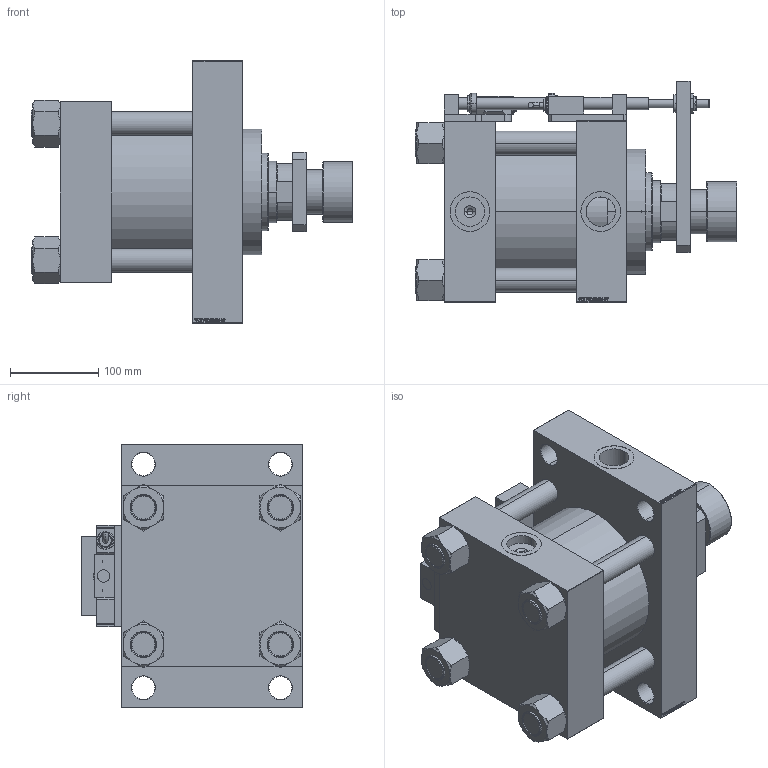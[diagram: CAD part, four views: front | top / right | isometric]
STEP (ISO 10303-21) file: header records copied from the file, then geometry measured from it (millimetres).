
FILE_DESCRIPTION (( 'STEP AP203' ), '1' );
FILE_NAME ('57e0.STEP', '2022-08-30T10:47:01', ( '' ), ( '' ), 'SwSTEP 2.0', 'SolidWorks 2019', '' );
FILE_SCHEMA (( 'CONFIG_CONTROL_DESIGN' ));
Length unit declared in the file: millimetre
Products named in the file (17): V215CD_SWITCH_Q_ZARAZKA f14cdb82d67ac32dec1c2496e8b5000a; V215CD_SWITCH_Q_SWITCH f14cdb82d67ac32dec1c2496e8b5000a; V215CD_SWITCH_Q_PODLOZKA_BACK f14cdb82d67ac32dec1c2496e8b5000a; V215CD_SWITCH_Q_NUT f14cdb82d67ac32dec1c2496e8b5000a; V215CD_VCP_D f14cdb82d67ac32dec1c2496e8b5000a; V215CD_SWITCH_Q_PODLOZKA_FRONT f14cdb82d67ac32dec1c2496e8b5000a; V215CR_ROD_END_F f14cdb82d67ac32dec1c2496e8b5000a; V215CD_SWITCH_Q_MAGNET f14cdb82d67ac32dec1c2496e8b5000a; 57e0; V215CD_SWITCH_Q_BLOK f14cdb82d67ac32dec1c2496e8b5000a; V215CD_NUT_M5_D f14cdb82d67ac32dec1c2496e8b5000a; V215CD_D_TYCINKA f14cdb82d67ac32dec1c2496e8b5000a; V215CD_SWITCH_Q_TYC f14cdb82d67ac32dec1c2496e8b5000a; V215CD_SWITCH_Q_DIMA f14cdb82d67ac32dec1c2496e8b5000a; V215CD_SWITCH_Q_NUT10 f14cdb82d67ac32dec1c2496e8b5000a; V215CD_VC_A f14cdb82d67ac32dec1c2496e8b5000a; V215CD_D_Body f14cdb82d67ac32dec1c2496e8b5000a
Assembly tree (25 placements, depth 2):
  57e0
    V215CD_D_Body f14cdb82d67ac32dec1c2496e8b5000a
    V215CD_VC_A f14cdb82d67ac32dec1c2496e8b5000a
    V215CD_VCP_D f14cdb82d67ac32dec1c2496e8b5000a
    V215CD_D_TYCINKA f14cdb82d67ac32dec1c2496e8b5000a  x4
    V215CD_NUT_M5_D f14cdb82d67ac32dec1c2496e8b5000a  x4
    V215CR_ROD_END_F f14cdb82d67ac32dec1c2496e8b5000a
    V215CD_SWITCH_Q_BLOK f14cdb82d67ac32dec1c2496e8b5000a  x2
    V215CD_SWITCH_Q_DIMA f14cdb82d67ac32dec1c2496e8b5000a
    V215CD_SWITCH_Q_MAGNET f14cdb82d67ac32dec1c2496e8b5000a  x2
    V215CD_SWITCH_Q_NUT f14cdb82d67ac32dec1c2496e8b5000a
    V215CD_SWITCH_Q_NUT10 f14cdb82d67ac32dec1c2496e8b5000a
    V215CD_SWITCH_Q_PODLOZKA_BACK f14cdb82d67ac32dec1c2496e8b5000a
    V215CD_SWITCH_Q_PODLOZKA_FRONT f14cdb82d67ac32dec1c2496e8b5000a
    V215CD_SWITCH_Q_SWITCH f14cdb82d67ac32dec1c2496e8b5000a  x2
    V215CD_SWITCH_Q_TYC f14cdb82d67ac32dec1c2496e8b5000a
    V215CD_SWITCH_Q_ZARAZKA f14cdb82d67ac32dec1c2496e8b5000a
Bounding box: 364 x 250 x 297 mm (x, y, z)
Volume: 8520517.4 mm3; surface area: 869147.7 mm2
Topology: 25 solids, 25 shells, 1396 faces, 3459 edges, 2244 vertices
Faces by surface type: plane 671, bspline 368, cylinder 164, cone 153, torus 40
Entity records: 53979 total; most frequent: CARTESIAN_POINT 26154, ORIENTED_EDGE 5858, DIRECTION 4174, EDGE_CURVE 2929, VERTEX_POINT 1918, LINE 1742, VECTOR 1742, EDGE_LOOP 1329
